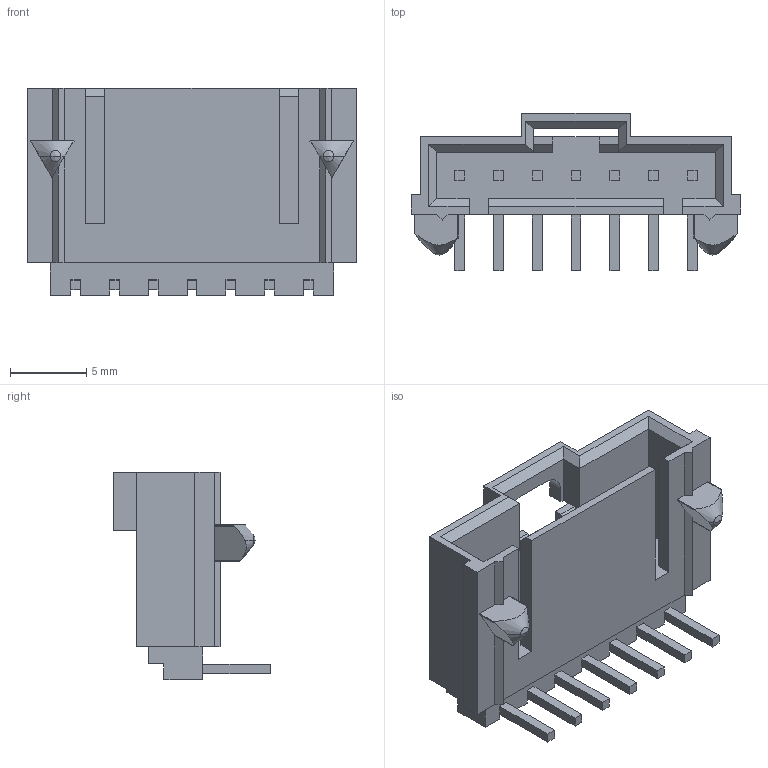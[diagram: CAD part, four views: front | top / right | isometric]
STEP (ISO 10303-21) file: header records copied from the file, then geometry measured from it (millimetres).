
FILE_DESCRIPTION((''),'2;1');
FILE_NAME('705550006','2016-12-06T',('ghp'),(''),'PRO/ENGINEER BY PARAMETRIC TECHNOLOGY CORPORATION, 2012310','PRO/ENGINEER BY PARAMETRIC TECHNOLOGY CORPORATION, 2012310','');
FILE_SCHEMA(('CONFIG_CONTROL_DESIGN'));
Length unit declared in the file: inch
Products named in the file (1): 705550006
Bounding box: 21.59 x 10.29 x 13.59 mm (x, y, z)
Volume: 818.9 mm3; surface area: 1523.4 mm2
Topology: 1 solids, 1 shells, 234 faces, 663 edges, 438 vertices
Faces by surface type: plane 210, cylinder 16, cone 4, bspline 4
Entity records: 7605 total; most frequent: CARTESIAN_POINT 1561, ORIENTED_EDGE 1272, DIRECTION 1153, EDGE_CURVE 636, VECTOR 573, LINE 573, VERTEX_POINT 410, AXIS2_PLACEMENT_3D 290
